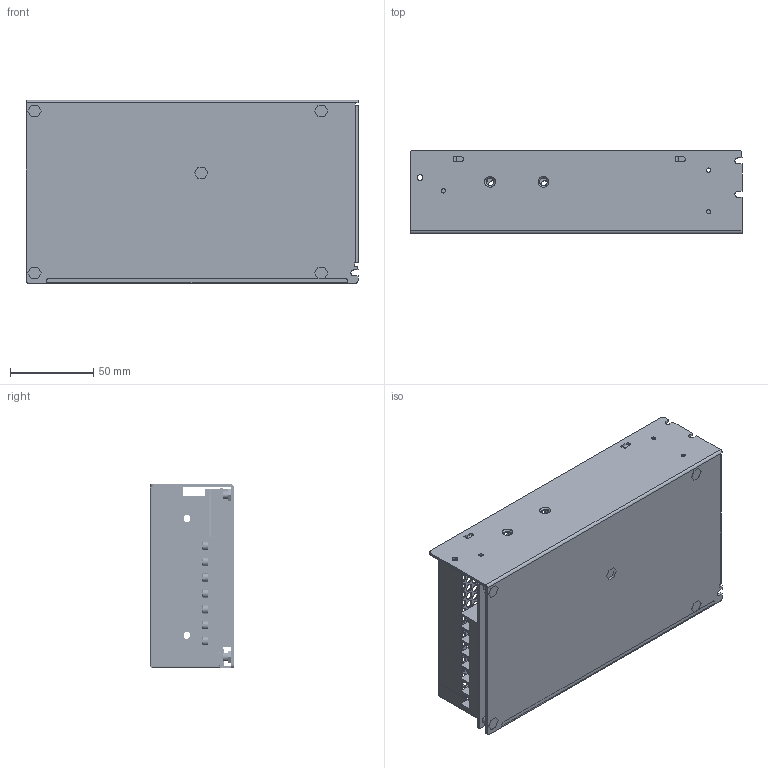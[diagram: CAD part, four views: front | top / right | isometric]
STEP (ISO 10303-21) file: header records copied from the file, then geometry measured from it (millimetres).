
FILE_DESCRIPTION (( 'STEP AP214' ), '1' );
FILE_NAME ('SA-150W.STEP', '2025-02-28T06:50:18', ( 'China' ), ( 'Home' ), 'SwSTEP 2.0', 'SolidWorks 2019', '' );
FILE_SCHEMA (( 'AUTOMOTIVE_DESIGN' ));
Length unit declared in the file: millimetre
Products named in the file (5): SA-150-傷赽; SA-150W; SA-150-PCB°å; SA-150-菁; SA-150-裔
Assembly tree (4 placements, depth 2):
  SA-150W
    SA-150-菁
    SA-150-PCB°å
    SA-150-裔
    SA-150-傷赽
Bounding box: 199 x 50.1 x 110 mm (x, y, z)
Volume: 118122.3 mm3; surface area: 178080.2 mm2
Topology: 8 solids, 8 shells, 1962 faces, 5905 edges, 3903 vertices
Faces by surface type: cylinder 1562, plane 382, bspline 14, cone 4
Entity records: 91292 total; most frequent: CARTESIAN_POINT 13034, DIRECTION 12838, ORIENTED_EDGE 11810, EDGE_CURVE 5905, AXIS2_PLACEMENT_3D 5098, VERTEX_POINT 3903, EDGE_LOOP 3344, CIRCLE 3143
